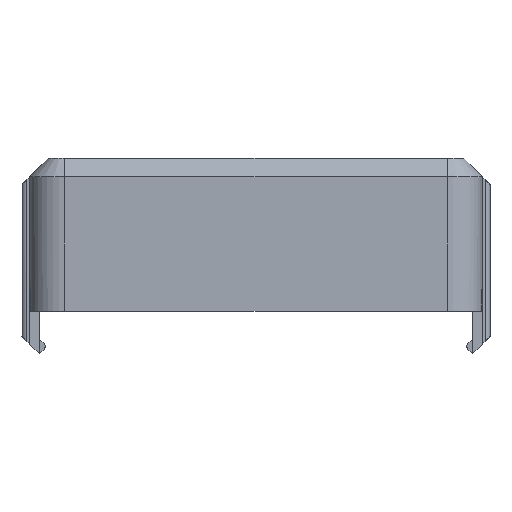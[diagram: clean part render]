
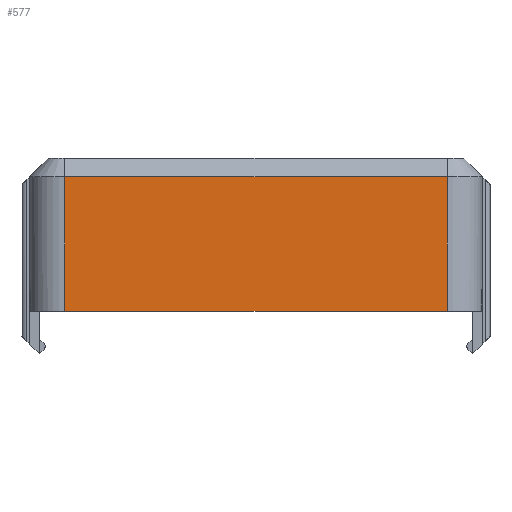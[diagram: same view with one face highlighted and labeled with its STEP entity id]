
A CAD part, front view. The second image highlights one B-rep face of the part: STEP entity #577.
In plain terms, the highlighted planar face has unit normal (0, -1, 0).
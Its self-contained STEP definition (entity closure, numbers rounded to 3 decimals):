
#577 = ADVANCED_FACE( '', ( #1174 ), #1175, .T. );
#1174 = FACE_OUTER_BOUND( '', #1774, .T. );
#1175 = PLANE( '', #1775 );
#1774 = EDGE_LOOP( '', ( #3506, #3507, #3508, #3509 ) );
#1775 = AXIS2_PLACEMENT_3D( '', #3510, #3511, #3512 );
#3506 = ORIENTED_EDGE( '', *, *, #4243, .T. );
#3507 = ORIENTED_EDGE( '', *, *, #4298, .F. );
#3508 = ORIENTED_EDGE( '', *, *, #4009, .F. );
#3509 = ORIENTED_EDGE( '', *, *, #4199, .F. );
#3510 = CARTESIAN_POINT( '', ( -31.721, 96.002, -123.859 ) );
#3511 = DIRECTION( '', ( 0., -1., 0. ) );
#3512 = DIRECTION( '', ( 1., 0., 0. ) );
#4009 = EDGE_CURVE( '', #4974, #4976, #4977, .F. );
#4199 = EDGE_CURVE( '', #5225, #4974, #5226, .F. );
#4243 = EDGE_CURVE( '', #5225, #4372, #5277, .T. );
#4298 = EDGE_CURVE( '', #4976, #4372, #5336, .T. );
#4372 = VERTEX_POINT( '', #5425 );
#4974 = VERTEX_POINT( '', #6282 );
#4976 = VERTEX_POINT( '', #6284 );
#4977 = LINE( '', #6285, #6286 );
#5225 = VERTEX_POINT( '', #6653 );
#5226 = LINE( '', #6654, #6655 );
#5277 = LINE( '', #6726, #6727 );
#5336 = LINE( '', #6813, #6814 );
#5425 = CARTESIAN_POINT( '', ( 24.05, 96.002, -104.247 ) );
#6282 = CARTESIAN_POINT( '', ( -26.65, 96.002, -122.075 ) );
#6284 = CARTESIAN_POINT( '', ( -26.65, 96.002, -104.247 ) );
#6285 = CARTESIAN_POINT( '', ( -26.65, 96.002, -102.463 ) );
#6286 = VECTOR( '', #7284, 1000. );
#6653 = CARTESIAN_POINT( '', ( 24.05, 96.002, -122.075 ) );
#6654 = CARTESIAN_POINT( '', ( -37.17, 96.002, -122.075 ) );
#6655 = VECTOR( '', #7485, 1000. );
#6726 = CARTESIAN_POINT( '', ( 24.05, 96.002, -123.859 ) );
#6727 = VECTOR( '', #7527, 1000. );
#6813 = CARTESIAN_POINT( '', ( 29.121, 96.002, -104.247 ) );
#6814 = VECTOR( '', #7573, 1000. );
#7284 = DIRECTION( '', ( 0., 0., -1. ) );
#7485 = DIRECTION( '', ( 1., 0., 0. ) );
#7527 = DIRECTION( '', ( 0., 0., 1. ) );
#7573 = DIRECTION( '', ( 1., 0., 0. ) );
